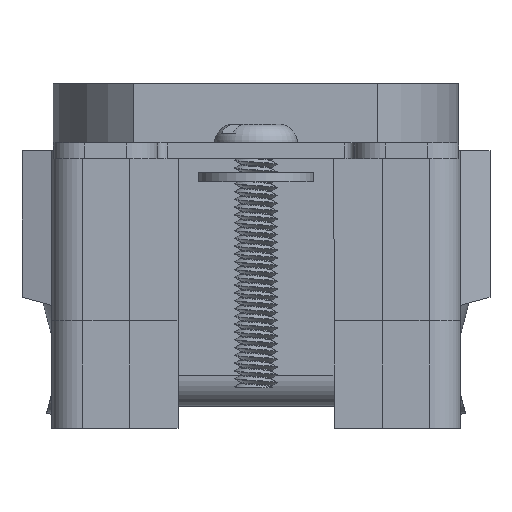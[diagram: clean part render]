
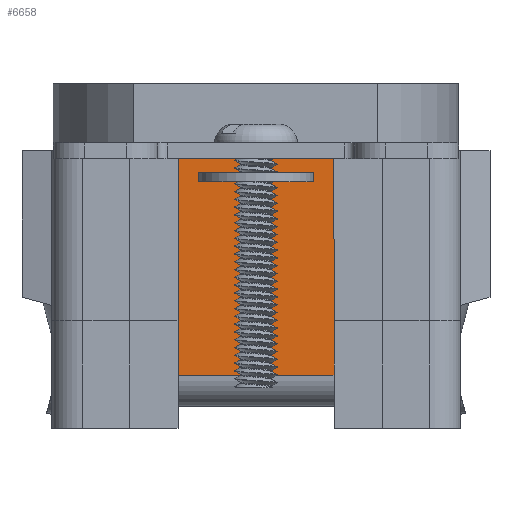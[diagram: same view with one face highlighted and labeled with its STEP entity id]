
A CAD part, front view. The second image highlights one B-rep face of the part: STEP entity #6658.
In plain terms, the highlighted planar face has unit normal (0, -1, 0).
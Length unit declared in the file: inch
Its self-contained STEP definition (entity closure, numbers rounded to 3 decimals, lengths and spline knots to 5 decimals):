
#158 = DIRECTION ( 'NONE',  ( 0., 0., -1. ) ) ;
#221 = VERTEX_POINT ( 'NONE', #7661 ) ;
#375 = VERTEX_POINT ( 'NONE', #28717 ) ;
#871 = DIRECTION ( 'NONE',  ( 0., -1., 0. ) ) ;
#967 = LINE ( 'NONE', #22635, #31236 ) ;
#1374 = CARTESIAN_POINT ( 'NONE',  ( 0.25, -1.2825, -0.24 ) ) ;
#2194 = VECTOR ( 'NONE', #8189, 39.37008 ) ;
#3156 = CARTESIAN_POINT ( 'NONE',  ( 0.25, -1.2825, -0.935 ) ) ;
#3667 = PLANE ( 'NONE',  #30222 ) ;
#4672 = VECTOR ( 'NONE', #11968, 39.37008 ) ;
#5439 = VERTEX_POINT ( 'NONE', #1374 ) ;
#5598 = LINE ( 'NONE', #3156, #4672 ) ;
#5910 = LINE ( 'NONE', #33523, #28375 ) ;
#6280 = VERTEX_POINT ( 'NONE', #25102 ) ;
#6658 = ADVANCED_FACE ( 'NONE', ( #34064 ), #3667, .T. ) ;
#7661 = CARTESIAN_POINT ( 'NONE',  ( -0.25, -1.2825, -0.935 ) ) ;
#8189 = DIRECTION ( 'NONE',  ( 0., 0., -1. ) ) ;
#10586 = EDGE_CURVE ( 'NONE', #6280, #375, #12748, .T. ) ;
#11898 = LINE ( 'NONE', #23678, #27511 ) ;
#11968 = DIRECTION ( 'NONE',  ( 1., 0., 0. ) ) ;
#12748 = LINE ( 'NONE', #17144, #26567 ) ;
#13399 = ORIENTED_EDGE ( 'NONE', *, *, #10586, .F. ) ;
#17144 = CARTESIAN_POINT ( 'NONE',  ( -0.25, -1.2825, -1.58421 ) ) ;
#18370 = CARTESIAN_POINT ( 'NONE',  ( 0.25, -1.2825, -0.24 ) ) ;
#18728 = ORIENTED_EDGE ( 'NONE', *, *, #27252, .F. ) ;
#19020 = ORIENTED_EDGE ( 'NONE', *, *, #21412, .F. ) ;
#19171 = VERTEX_POINT ( 'NONE', #27665 ) ;
#19460 = EDGE_CURVE ( 'NONE', #375, #5439, #967, .T. ) ;
#20567 = CARTESIAN_POINT ( 'NONE',  ( 0.25, -1.2825, -0.935 ) ) ;
#21314 = DIRECTION ( 'NONE',  ( 0., 0., 1. ) ) ;
#21412 = EDGE_CURVE ( 'NONE', #5439, #19171, #32454, .T. ) ;
#22635 = CARTESIAN_POINT ( 'NONE',  ( -0.25, -1.2825, -0.24 ) ) ;
#22803 = CARTESIAN_POINT ( 'NONE',  ( 0.25, -1.2825, -1.58421 ) ) ;
#23043 = ORIENTED_EDGE ( 'NONE', *, *, #36722, .F. ) ;
#23678 = CARTESIAN_POINT ( 'NONE',  ( 0.25, -1.2825, -1.58421 ) ) ;
#24943 = DIRECTION ( 'NONE',  ( 0., 0., 1. ) ) ;
#24971 = EDGE_LOOP ( 'NONE', ( #18728, #34627, #23043, #19020, #35342, #13399 ) ) ;
#25102 = CARTESIAN_POINT ( 'NONE',  ( -0.25, -1.2825, -0.76 ) ) ;
#26567 = VECTOR ( 'NONE', #34756, 39.37008 ) ;
#26903 = VERTEX_POINT ( 'NONE', #20567 ) ;
#27252 = EDGE_CURVE ( 'NONE', #221, #6280, #5910, .T. ) ;
#27511 = VECTOR ( 'NONE', #158, 39.37008 ) ;
#27665 = CARTESIAN_POINT ( 'NONE',  ( 0.25, -1.2825, -0.76 ) ) ;
#28375 = VECTOR ( 'NONE', #24943, 39.37008 ) ;
#28717 = CARTESIAN_POINT ( 'NONE',  ( -0.25, -1.2825, -0.24 ) ) ;
#30222 = AXIS2_PLACEMENT_3D ( 'NONE', #18370, #871, #21314 ) ;
#31236 = VECTOR ( 'NONE', #37494, 39.37008 ) ;
#31805 = EDGE_CURVE ( 'NONE', #221, #26903, #5598, .T. ) ;
#32454 = LINE ( 'NONE', #22803, #2194 ) ;
#33523 = CARTESIAN_POINT ( 'NONE',  ( -0.25, -1.2825, -1.58421 ) ) ;
#34064 = FACE_OUTER_BOUND ( 'NONE', #24971, .T. ) ;
#34627 = ORIENTED_EDGE ( 'NONE', *, *, #31805, .T. ) ;
#34756 = DIRECTION ( 'NONE',  ( 0., 0., 1. ) ) ;
#35342 = ORIENTED_EDGE ( 'NONE', *, *, #19460, .F. ) ;
#36722 = EDGE_CURVE ( 'NONE', #19171, #26903, #11898, .T. ) ;
#37494 = DIRECTION ( 'NONE',  ( 1., 0., 0. ) ) ;
